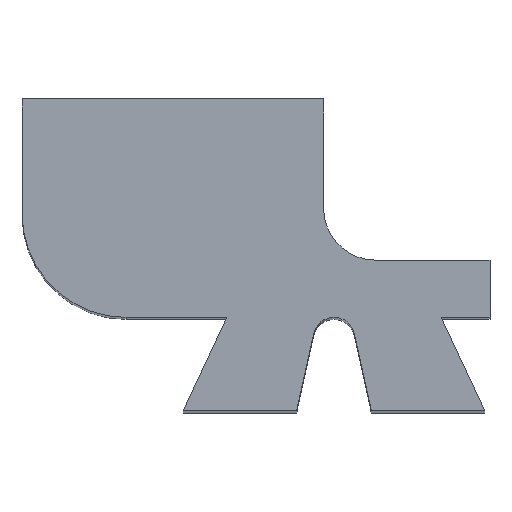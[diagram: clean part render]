
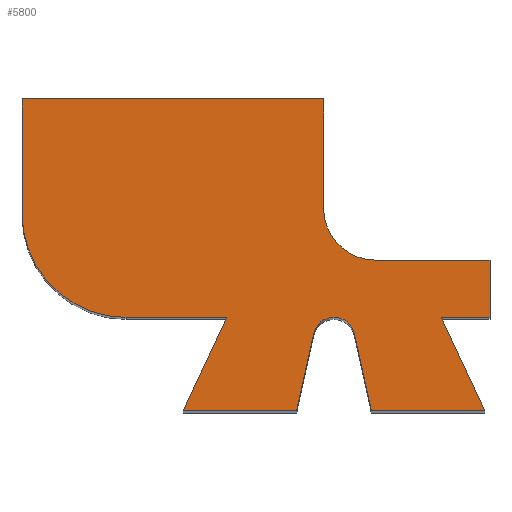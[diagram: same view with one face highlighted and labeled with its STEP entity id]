
A CAD part, top view. The second image highlights one B-rep face of the part: STEP entity #5800.
In plain terms, the highlighted face is planar.
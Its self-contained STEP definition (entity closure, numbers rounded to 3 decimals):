
#120=CARTESIAN_POINT('',(53.948,66.957,-30.));
#130=VERTEX_POINT('',#120);
#280=CARTESIAN_POINT('',(53.948,66.957,-27.1));
#290=VERTEX_POINT('',#280);
#320=CARTESIAN_POINT('',(53.948,66.957,-4.559));
#330=DIRECTION('',(0.,0.,-1.));
#340=VECTOR('',#330,1.);
#350=LINE('',#320,#340);
#360=EDGE_CURVE('',#290,#130,#350,.T.);
#570=CARTESIAN_POINT('',(55.048,66.957,-30.));
#580=VERTEX_POINT('',#570);
#630=CARTESIAN_POINT('',(55.048,66.957,-29.));
#640=DIRECTION('',(0.,1.,0.));
#650=DIRECTION('',(0.,0.,1.));
#660=AXIS2_PLACEMENT_3D('',#630,#640,#650);
#670=CIRCLE('',#660,1.);
#680=CARTESIAN_POINT('',(56.048,66.957,-29.));
#690=VERTEX_POINT('',#680);
#700=EDGE_CURVE('',#690,#580,#670,.T.);
#1080=CARTESIAN_POINT('',(56.048,66.957,-25.97))
;
#1090=VERTEX_POINT('',#1080);
#1120=CARTESIAN_POINT('',(56.048,66.957,-4.559))
;
#1130=DIRECTION('',(0.,0.,-1.));
#1140=VECTOR('',#1130,1.);
#1150=LINE('',#1120,#1140);
#1160=CARTESIAN_POINT('',(56.048,66.957,-25.5))
;
#1170=VERTEX_POINT('',#1160);
#1180=EDGE_CURVE('',#1170,#1090,#1150,.T.);
#1490=CARTESIAN_POINT('',(56.948,66.957,-4.559))
;
#1500=DIRECTION('',(0.,0.,-1.));
#1510=VECTOR('',#1500,1.);
#1520=LINE('',#1490,#1510);
#1530=CARTESIAN_POINT('',(56.948,66.957,-27.36));
#1540=VERTEX_POINT('',#1530);
#1550=CARTESIAN_POINT('',(56.948,66.957,-28.45));
#1560=VERTEX_POINT('',#1550);
#1570=EDGE_CURVE('',#1540,#1560,#1520,.T.);
#1960=CARTESIAN_POINT('',(56.048,66.957,-28.03))
;
#1970=VERTEX_POINT('',#1960);
#1980=EDGE_CURVE('',#1970,#690,#1150,.T.);
#2300=CARTESIAN_POINT('',(27.154,66.957,
-39.443));
#2310=DIRECTION('',(-0.906,0.,
-0.423));
#2320=VECTOR('',#2310,1.);
#2330=LINE('',#2300,#2320);
#2340=CARTESIAN_POINT('',(56.948,66.957,-25.55));
#2350=VERTEX_POINT('',#2340);
#2360=EDGE_CURVE('',#2350,#1090,#2330,.T.);
#2760=CARTESIAN_POINT('',(27.154,66.957,
-14.557));
#2770=DIRECTION('',(0.906,0.,
-0.423));
#2780=VECTOR('',#2770,1.);
#2790=LINE('',#2760,#2780);
#2800=EDGE_CURVE('',#1970,#1560,#2790,.T.);
#3010=CARTESIAN_POINT('',(54.998,66.957,-27.1));
#3020=VERTEX_POINT('',#3010);
#3200=CARTESIAN_POINT('',(55.498,66.957,-26.6));
#3210=VERTEX_POINT('',#3200);
#3240=CARTESIAN_POINT('',(54.998,66.957,-26.6));
#3250=DIRECTION('',(0.,1.,0.));
#3260=DIRECTION('',(-1.,0.,0.));
#3270=AXIS2_PLACEMENT_3D('',#3240,#3250,#3260);
#3280=CIRCLE('',#3270,0.5);
#3290=EDGE_CURVE('',#3210,#3020,#3280,.T.);
#3540=CARTESIAN_POINT('',(27.154,66.957,-27.1));
#3550=DIRECTION('',(-1.,0.,0.));
#3560=VECTOR('',#3550,1.);
#3570=LINE('',#3540,#3560);
#3580=EDGE_CURVE('',#3020,#290,#3570,.T.);
#3750=CARTESIAN_POINT('',(27.154,66.957,
-20.755));
#3760=DIRECTION('',(-0.976,0.,
0.216));
#3770=VECTOR('',#3760,1.);
#3780=LINE('',#3750,#3770);
#3790=CARTESIAN_POINT('',(56.204,66.957,
-27.195));
#3800=VERTEX_POINT('',#3790);
#3810=EDGE_CURVE('',#1540,#3800,#3780,.T.);
#4210=CARTESIAN_POINT('',(56.948,66.957,-26.64));
#4220=VERTEX_POINT('',#4210);
#4250=CARTESIAN_POINT('',(56.948,66.957,-4.559))
;
#4260=DIRECTION('',(0.,0.,1.));
#4270=VECTOR('',#4260,1.);
#4280=LINE('',#4250,#4270);
#4290=EDGE_CURVE('',#4220,#2350,#4280,.T.);
#4590=CARTESIAN_POINT('',(56.204,66.957,
-26.805));
#4600=VERTEX_POINT('',#4590);
#4630=CARTESIAN_POINT('',(27.154,66.957,
-33.245));
#4640=DIRECTION('',(0.976,0.,
0.216));
#4650=VECTOR('',#4640,1.);
#4660=LINE('',#4630,#4650);
#4670=EDGE_CURVE('',#4600,#4220,#4660,.T.);
#4920=CARTESIAN_POINT('',(27.154,66.957,
-30.));
#4930=DIRECTION('',(1.,0.,0.));
#4940=VECTOR('',#4930,1.);
#4950=LINE('',#4920,#4940);
#4960=EDGE_CURVE('',#130,#580,#4950,.T.);
#5130=CARTESIAN_POINT('',(27.154,66.957,
-25.5));
#5140=DIRECTION('',(1.,0.,0.));
#5150=VECTOR('',#5140,1.);
#5160=LINE('',#5130,#5150);
#5170=CARTESIAN_POINT('',(55.498,66.957,
-25.5));
#5180=VERTEX_POINT('',#5170);
#5190=EDGE_CURVE('',#5180,#1170,#5160,.T.);
#5460=CARTESIAN_POINT('',(55.548,66.957,-28.5))
;
#5470=DIRECTION('',(0.,-1.,0.));
#5480=DIRECTION('',(0.,0.,-1.));
#5490=AXIS2_PLACEMENT_3D('',#5460,#5470,#5480);
#5500=PLANE('',#5490);
#5510=ORIENTED_EDGE('',*,*,#2800,.T.);
#5520=ORIENTED_EDGE('',*,*,#1980,.F.);
#5530=ORIENTED_EDGE('',*,*,#700,.F.);
#5540=ORIENTED_EDGE('',*,*,#4960,.T.);
#5550=ORIENTED_EDGE('',*,*,#360,.T.);
#5560=ORIENTED_EDGE('',*,*,#3580,.T.);
#5570=ORIENTED_EDGE('',*,*,#3290,.T.);
#5580=CARTESIAN_POINT('',(55.498,66.957,
-4.559));
#5590=DIRECTION('',(0.,0.,1.));
#5600=VECTOR('',#5590,1.);
#5610=LINE('',#5580,#5600);
#5620=EDGE_CURVE('',#3210,#5180,#5610,.T.);
#5630=ORIENTED_EDGE('',*,*,#5620,.F.);
#5640=ORIENTED_EDGE('',*,*,#5190,.F.);
#5650=ORIENTED_EDGE('',*,*,#1180,.F.);
#5660=ORIENTED_EDGE('',*,*,#2360,.T.);
#5670=ORIENTED_EDGE('',*,*,#4290,.T.);
#5680=ORIENTED_EDGE('',*,*,#4670,.T.);
#5690=CARTESIAN_POINT('',(56.248,66.957,-27.));
#5700=DIRECTION('',(0.,-1.,0.));
#5710=DIRECTION('',(-1.,0.,0.));
#5720=AXIS2_PLACEMENT_3D('',#5690,#5700,#5710);
#5730=CIRCLE('',#5720,0.2);
#5740=EDGE_CURVE('',#4600,#3800,#5730,.T.);
#5750=ORIENTED_EDGE('',*,*,#5740,.F.);
#5760=ORIENTED_EDGE('',*,*,#3810,.T.);
#5770=ORIENTED_EDGE('',*,*,#1570,.F.);
#5780=EDGE_LOOP('',(#5770,#5760,#5750,#5680,#5670,#5660,#5650,#5640,
#5630,#5570,#5560,#5550,#5540,#5530,#5520,#5510));
#5790=FACE_OUTER_BOUND('',#5780,.T.);
#5800=ADVANCED_FACE('',(#5790),#5500,.T.);
